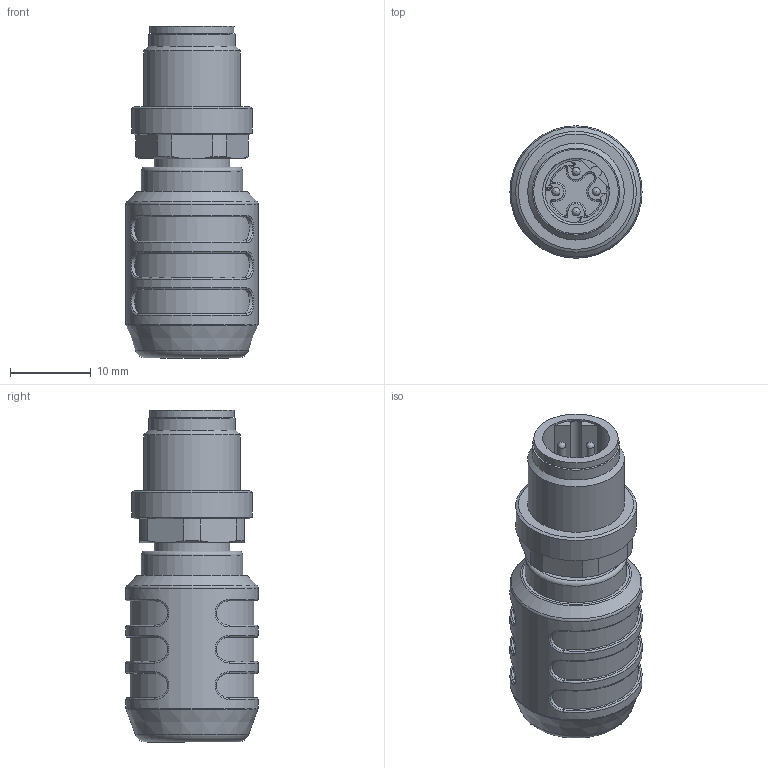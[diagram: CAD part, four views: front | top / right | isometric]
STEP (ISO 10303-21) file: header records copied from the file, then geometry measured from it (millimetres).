
FILE_DESCRIPTION(/* description */ (''),/* implementation_level */ '2;1');
FILE_NAME(/* name */ 'AL-WASSW4-AS.stp',/* time_stamp */ '2018-12-07T10:13:47+01:00',/* author */ (''),/* organization */ (''),/* preprocessor_version */ 'ST-DEVELOPER v16',/* originating_system */ 'SIEMENS PLM Software NX 10.0',/* authorisation */ '');
FILE_SCHEMA (('AUTOMOTIVE_DESIGN { 1 0 10303 214 3 1 1 1 }'));
Length unit declared in the file: millimetre
Products named in the file (1): AL-WASSW4-AS
Bounding box: 16.4 x 16.4 x 41.2 mm (x, y, z)
Volume: 6096.7 mm3; surface area: 2779.1 mm2
Topology: 1 solids, 1 shells, 223 faces, 550 edges, 346 vertices
Faces by surface type: plane 78, cylinder 61, torus 26, extrusion 25, bspline 18, cone 11, sphere 4
Full cylindrical faces by diameter (mm): 1 x4, 8.3 x1, 9.4 x1, 10.5 x1, 10.8 x1, 12 x1, 12.6 x1, 15 x1, 16.4 x1
Entity records: 7508 total; most frequent: CARTESIAN_POINT 2662, ORIENTED_EDGE 1008, DIRECTION 924, EDGE_CURVE 504, AXIS2_PLACEMENT_3D 366, VERTEX_POINT 329, EDGE_LOOP 269, ADVANCED_FACE 223
